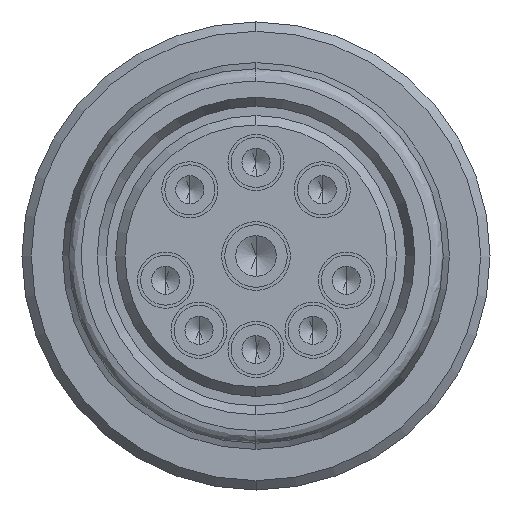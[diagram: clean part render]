
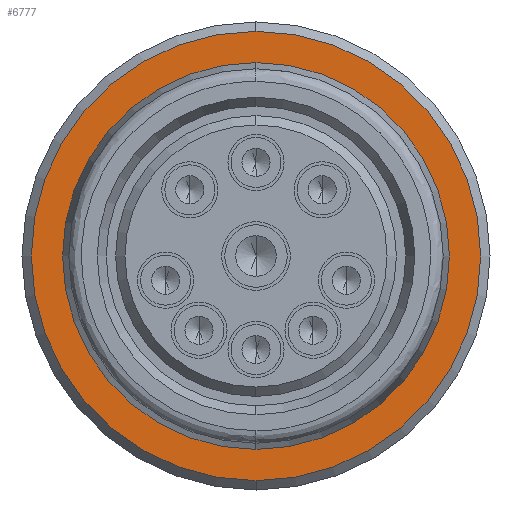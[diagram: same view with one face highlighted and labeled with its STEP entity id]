
A CAD part, left-side view. The second image highlights one B-rep face of the part: STEP entity #6777.
In plain terms, the highlighted planar face has unit normal (-1, 0, 0).
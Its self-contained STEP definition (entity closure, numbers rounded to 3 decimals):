
#13 = CARTESIAN_POINT ( 'NONE',  ( 10., 0., -6. ) ) ;
#38 = AXIS2_PLACEMENT_3D ( 'NONE', #5821, #1317, #6543 ) ;
#71 = AXIS2_PLACEMENT_3D ( 'NONE', #2991, #8167, #3750 ) ;
#453 = CIRCLE ( 'NONE', #1838, 6. ) ;
#751 = EDGE_LOOP ( 'NONE', ( #6129, #7722 ) ) ;
#1161 = DIRECTION ( 'NONE',  ( 0., 0., 1. ) ) ;
#1317 = DIRECTION ( 'NONE',  ( 1., 0., 0. ) ) ;
#1572 = EDGE_LOOP ( 'NONE', ( #8982, #9114 ) ) ;
#1838 = AXIS2_PLACEMENT_3D ( 'NONE', #2683, #7864, #3430 ) ;
#1879 = CIRCLE ( 'NONE', #38, 7.2 ) ;
#2313 = CARTESIAN_POINT ( 'NONE',  ( 10., 0., 6. ) ) ;
#2348 = DIRECTION ( 'NONE',  ( 1., 0., 0. ) ) ;
#2683 = CARTESIAN_POINT ( 'NONE',  ( 10., 0., 0. ) ) ;
#2770 = VERTEX_POINT ( 'NONE', #2313 ) ;
#2991 = CARTESIAN_POINT ( 'NONE',  ( 10., 0., 0. ) ) ;
#3010 = FACE_OUTER_BOUND ( 'NONE', #751, .T. ) ;
#3113 = EDGE_CURVE ( 'NONE', #3682, #4495, #1879, .T. ) ;
#3430 = DIRECTION ( 'NONE',  ( 0., 0., -1. ) ) ;
#3682 = VERTEX_POINT ( 'NONE', #3854 ) ;
#3750 = DIRECTION ( 'NONE',  ( 0., 0., -1. ) ) ;
#3854 = CARTESIAN_POINT ( 'NONE',  ( 10., 0., -7.2 ) ) ;
#3884 = AXIS2_PLACEMENT_3D ( 'NONE', #6679, #2348, #7550 ) ;
#4032 = EDGE_CURVE ( 'NONE', #2770, #5219, #453, .T. ) ;
#4495 = VERTEX_POINT ( 'NONE', #8664 ) ;
#4890 = CIRCLE ( 'NONE', #3884, 7.2 ) ;
#5219 = VERTEX_POINT ( 'NONE', #13 ) ;
#5665 = DIRECTION ( 'NONE',  ( -1., 0., 0. ) ) ;
#5669 = EDGE_CURVE ( 'NONE', #5219, #2770, #8588, .T. ) ;
#5821 = CARTESIAN_POINT ( 'NONE',  ( 10., 0., 0. ) ) ;
#6129 = ORIENTED_EDGE ( 'NONE', *, *, #3113, .F. ) ;
#6543 = DIRECTION ( 'NONE',  ( 0., 0., -1. ) ) ;
#6563 = EDGE_CURVE ( 'NONE', #4495, #3682, #4890, .T. ) ;
#6679 = CARTESIAN_POINT ( 'NONE',  ( 10., 0., 0. ) ) ;
#6777 = ADVANCED_FACE ( 'NONE', ( #8901, #3010 ), #8552, .T. ) ;
#7550 = DIRECTION ( 'NONE',  ( 0., 0., -1. ) ) ;
#7663 = AXIS2_PLACEMENT_3D ( 'NONE', #8584, #5665, #1161 ) ;
#7722 = ORIENTED_EDGE ( 'NONE', *, *, #6563, .F. ) ;
#7864 = DIRECTION ( 'NONE',  ( 1., 0., 0. ) ) ;
#8167 = DIRECTION ( 'NONE',  ( 1., 0., 0. ) ) ;
#8552 = PLANE ( 'NONE',  #7663 ) ;
#8584 = CARTESIAN_POINT ( 'NONE',  ( 10., -6.6, 0. ) ) ;
#8588 = CIRCLE ( 'NONE', #71, 6. ) ;
#8664 = CARTESIAN_POINT ( 'NONE',  ( 10., 0., 7.2 ) ) ;
#8901 = FACE_BOUND ( 'NONE', #1572, .T. ) ;
#8982 = ORIENTED_EDGE ( 'NONE', *, *, #5669, .T. ) ;
#9114 = ORIENTED_EDGE ( 'NONE', *, *, #4032, .T. ) ;
